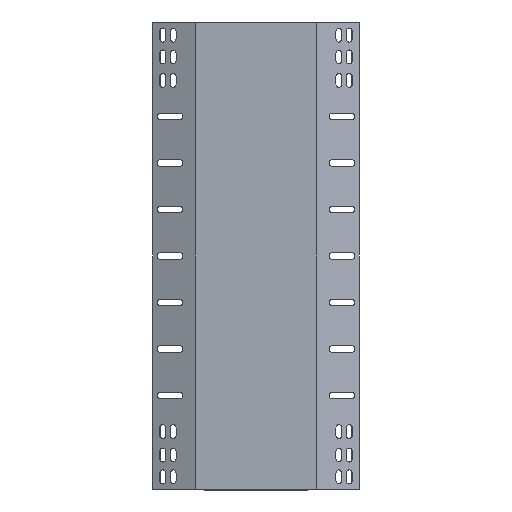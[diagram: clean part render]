
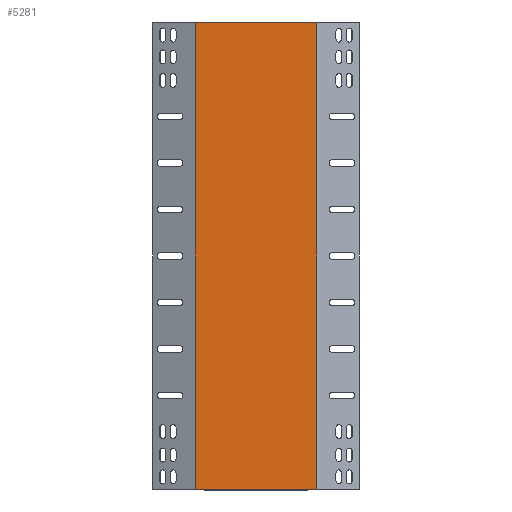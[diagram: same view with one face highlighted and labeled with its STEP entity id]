
A CAD part, front view. The second image highlights one B-rep face of the part: STEP entity #5281.
In plain terms, the highlighted planar face has unit normal (0, -1, 0).
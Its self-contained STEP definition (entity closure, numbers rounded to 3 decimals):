
#75 = EDGE_CURVE ( 'NONE', #1786, #8391, #3328, .T. ) ;
#633 = VECTOR ( 'NONE', #3827, 1000. ) ;
#667 = LINE ( 'NONE', #4053, #633 ) ;
#984 = CARTESIAN_POINT ( 'NONE',  ( 43.191, -23.927, 225.8 ) ) ;
#1094 = DIRECTION ( 'NONE',  ( 1., 0., 0. ) ) ;
#1102 = EDGE_CURVE ( 'NONE', #1786, #8426, #7416, .T. ) ;
#1119 = CARTESIAN_POINT ( 'NONE',  ( -88.399, -23.927, 225.8 ) ) ;
#1786 = VERTEX_POINT ( 'NONE', #4377 ) ;
#3225 = EDGE_CURVE ( 'NONE', #8426, #5774, #667, .T. ) ;
#3305 = VECTOR ( 'NONE', #4232, 1000. ) ;
#3328 = LINE ( 'NONE', #4424, #3305 ) ;
#3827 = DIRECTION ( 'NONE',  ( 0., 0., 1. ) ) ;
#4053 = CARTESIAN_POINT ( 'NONE',  ( 43.191, -23.927, -276.657 ) ) ;
#4232 = DIRECTION ( 'NONE',  ( 0., 0., 1. ) ) ;
#4377 = CARTESIAN_POINT ( 'NONE',  ( -87.427, -23.927, -275.8 ) ) ;
#4400 = DIRECTION ( 'NONE',  ( 0., 0., 1. ) ) ;
#4410 = DIRECTION ( 'NONE',  ( 0., 1., 0. ) ) ;
#4412 = PLANE ( 'NONE',  #7832 ) ;
#4424 = CARTESIAN_POINT ( 'NONE',  ( -87.427, -23.927, -276.657 ) ) ;
#4474 = CARTESIAN_POINT ( 'NONE',  ( -87.268, -23.927, 225. ) ) ;
#4695 = CARTESIAN_POINT ( 'NONE',  ( -87.427, -23.927, 225.8 ) ) ;
#4748 = CARTESIAN_POINT ( 'NONE',  ( 43.191, -23.927, -275.8 ) ) ;
#5078 = ORIENTED_EDGE ( 'NONE', *, *, #3225, .T. ) ;
#5110 = EDGE_LOOP ( 'NONE', ( #5078, #5124, #5162, #5172 ) ) ;
#5124 = ORIENTED_EDGE ( 'NONE', *, *, #5769, .F. ) ;
#5162 = ORIENTED_EDGE ( 'NONE', *, *, #75, .F. ) ;
#5172 = ORIENTED_EDGE ( 'NONE', *, *, #1102, .T. ) ;
#5281 = ADVANCED_FACE ( 'NONE', ( #5451 ), #4412, .F. ) ;
#5451 = FACE_OUTER_BOUND ( 'NONE', #5110, .T. ) ;
#5769 = EDGE_CURVE ( 'NONE', #8391, #5774, #8469, .T. ) ;
#5774 = VERTEX_POINT ( 'NONE', #984 ) ;
#7416 = LINE ( 'NONE', #8546, #7435 ) ;
#7435 = VECTOR ( 'NONE', #8578, 1000. ) ;
#7746 = VECTOR ( 'NONE', #1094, 1000. ) ;
#7832 = AXIS2_PLACEMENT_3D ( 'NONE', #4474, #4410, #4400 ) ;
#8391 = VERTEX_POINT ( 'NONE', #4695 ) ;
#8426 = VERTEX_POINT ( 'NONE', #4748 ) ;
#8469 = LINE ( 'NONE', #1119, #7746 ) ;
#8546 = CARTESIAN_POINT ( 'NONE',  ( -88.399, -23.927, -275.8 ) ) ;
#8578 = DIRECTION ( 'NONE',  ( 1., 0., 0. ) ) ;
